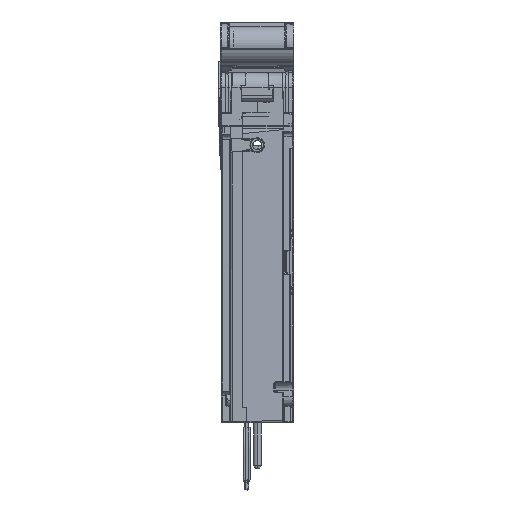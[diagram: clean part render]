
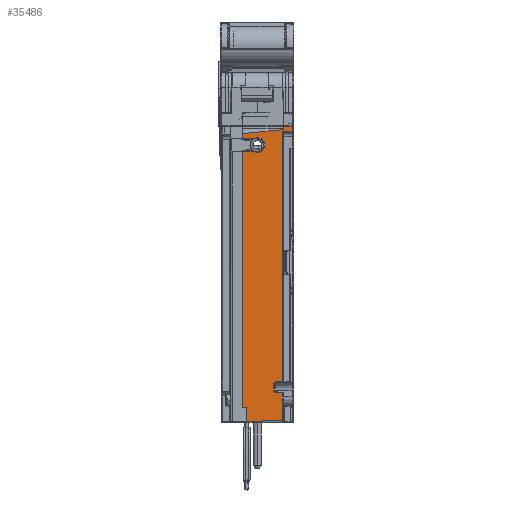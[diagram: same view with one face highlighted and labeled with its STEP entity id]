
A CAD part, left-side view. The second image highlights one B-rep face of the part: STEP entity #35486.
In plain terms, the highlighted planar face has unit normal (-1, -0.009, 0).
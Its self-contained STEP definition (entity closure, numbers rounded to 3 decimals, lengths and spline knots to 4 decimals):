
#33603=CARTESIAN_POINT('',(-1.6009,2.8027,
-4.6872));
#33620=DIRECTION('',(0.,0.,1.));
#33621=VECTOR('',#33620,0.7445);
#33622=CARTESIAN_POINT('',(-1.6009,2.8027,
-5.4317));
#33623=LINE('',#33622,#33621);
#33674=CARTESIAN_POINT('',(-1.6028,3.0292,
-4.6446));
#33675=CARTESIAN_POINT('',(-1.6028,3.0292,
-4.652));
#33676=CARTESIAN_POINT('',(-1.6028,3.0256,
-4.6648));
#33677=CARTESIAN_POINT('',(-1.6027,3.0107,
-4.68));
#33678=CARTESIAN_POINT('',(-1.6026,2.998,
-4.6838));
#33679=CARTESIAN_POINT('',(-1.6025,2.9906,
-4.6839));
#33684=DIRECTION('',(0.009,-1.,-0.017));
#33685=VECTOR('',#33684,0.1879);
#33686=CARTESIAN_POINT('',(-1.6025,2.9906,
-4.6839));
#33687=LINE('',#33686,#33685);
#33691=DIRECTION('',(-0.009,1.,-0.009));
#33692=VECTOR('',#33691,0.9453);
#33693=CARTESIAN_POINT('',(-1.6009,2.8027,
-5.4317));
#33694=LINE('',#33693,#33692);
#33698=DIRECTION('',(0.,0.,1.));
#33699=VECTOR('',#33698,0.3554);
#33700=CARTESIAN_POINT('',(-1.6091,3.7479,
-5.44));
#33701=LINE('',#33700,#33699);
#33705=DIRECTION('',(-0.009,1.,0.017));
#33706=VECTOR('',#33705,0.1181);
#33707=CARTESIAN_POINT('',(-1.6091,3.7479,
-5.0846));
#33708=LINE('',#33707,#33706);
#33712=DIRECTION('',(0.,0.,1.));
#33713=VECTOR('',#33712,6.8128);
#33714=CARTESIAN_POINT('',(-1.6101,3.866,
-5.0825));
#33715=LINE('',#33714,#33713);
#33719=DIRECTION('',(0.009,-1.,0.025));
#33720=VECTOR('',#33719,0.3979);
#33721=CARTESIAN_POINT('',(-1.6101,3.866,
1.7304));
#33722=LINE('',#33721,#33720);
#33726=CARTESIAN_POINT('',(-1.6067,3.4683,
1.7402));
#33727=CARTESIAN_POINT('',(-1.6065,3.4489,
1.7409));
#33728=CARTESIAN_POINT('',(-1.6062,3.413,
1.748));
#33729=CARTESIAN_POINT('',(-1.6058,3.3643,
1.7772));
#33730=CARTESIAN_POINT('',(-1.6054,3.3289,
1.8207));
#33731=CARTESIAN_POINT('',(-1.6053,3.3101,
1.8735));
#33732=CARTESIAN_POINT('',(-1.6053,3.3101,
1.9295));
#33733=CARTESIAN_POINT('',(-1.6054,3.3289,
1.9823));
#33734=CARTESIAN_POINT('',(-1.6058,3.3643,
2.0258));
#33735=CARTESIAN_POINT('',(-1.6062,3.4129,
2.055));
#33736=CARTESIAN_POINT('',(-1.6065,3.4489,
2.0621));
#33737=CARTESIAN_POINT('',(-1.6067,3.4683,
2.0628));
#33742=DIRECTION('',(-0.009,1.,0.025));
#33743=VECTOR('',#33742,0.3979);
#33744=CARTESIAN_POINT('',(-1.6067,3.4683,
2.0628));
#33745=LINE('',#33744,#33743);
#33749=DIRECTION('',(0.,0.,1.));
#33750=VECTOR('',#33749,0.1321);
#33751=CARTESIAN_POINT('',(-1.6101,3.866,
2.0726));
#33752=LINE('',#33751,#33750);
#33756=DIRECTION('',(0.009,-0.995,0.102));
#33757=VECTOR('',#33756,1.092);
#33758=CARTESIAN_POINT('',(-1.6101,3.866,
2.2047));
#33759=LINE('',#33758,#33757);
#33763=DIRECTION('',(0.,0.,1.));
#33764=VECTOR('',#33763,0.1565);
#33765=CARTESIAN_POINT('',(-1.6007,2.7798,
2.3161));
#33766=LINE('',#33765,#33764);
#33770=DIRECTION('',(0.009,-1.,0.017));
#33771=VECTOR('',#33770,0.2331);
#33772=CARTESIAN_POINT('',(-1.6007,2.7798,
2.4727));
#33773=LINE('',#33772,#33771);
#33777=DIRECTION('',(0.,0.,-1.));
#33778=VECTOR('',#33777,0.2155);
#33779=CARTESIAN_POINT('',(-1.5986,2.5468,
2.4767));
#33780=LINE('',#33779,#33778);
#33784=DIRECTION('',(-0.009,1.,-0.009));
#33785=VECTOR('',#33784,0.2559);
#33786=CARTESIAN_POINT('',(-1.5986,2.5468,
2.2612));
#33787=LINE('',#33786,#33785);
#33791=DIRECTION('',(-0.009,1.,-0.017));
#33792=VECTOR('',#33791,0.1879);
#33793=CARTESIAN_POINT('',(-1.6009,2.8027,
-4.3935));
#33794=LINE('',#33793,#33792);
#33798=CARTESIAN_POINT('',(-1.6025,2.9906,
-4.3967));
#33799=CARTESIAN_POINT('',(-1.6026,2.998,
-4.3969));
#33800=CARTESIAN_POINT('',(-1.6027,3.0107,
-4.4007));
#33801=CARTESIAN_POINT('',(-1.6028,3.0256,
-4.4159));
#33802=CARTESIAN_POINT('',(-1.6028,3.0292,
-4.4287));
#33803=CARTESIAN_POINT('',(-1.6028,3.0292,
-4.4361));
#33808=DIRECTION('',(0.,0.,1.));
#33809=VECTOR('',#33808,0.2085);
#33810=CARTESIAN_POINT('',(-1.6028,3.0292,
-4.6446));
#33811=LINE('',#33810,#33809);
#33943=DIRECTION('',(0.,0.,1.));
#33944=VECTOR('',#33943,6.6525);
#33945=CARTESIAN_POINT('',(-1.6009,2.8027,
-4.3935));
#33946=LINE('',#33945,#33944);
#34567=CARTESIAN_POINT('',(-1.6091,3.7479,
-5.44));
#34568=CARTESIAN_POINT('',(-1.6091,3.7479,
-5.0846));
#34569=VERTEX_POINT('',#34567);
#34570=VERTEX_POINT('',#34568);
#34571=CARTESIAN_POINT('',(-1.6101,3.866,
-5.0825));
#34572=VERTEX_POINT('',#34571);
#34573=CARTESIAN_POINT('',(-1.6101,3.866,
1.7304));
#34574=VERTEX_POINT('',#34573);
#34575=CARTESIAN_POINT('',(-1.6067,3.4683,
1.7402));
#34576=VERTEX_POINT('',#34575);
#34577=VERTEX_POINT('',#33737);
#34578=CARTESIAN_POINT('',(-1.6101,3.866,
2.0726));
#34579=VERTEX_POINT('',#34578);
#34580=CARTESIAN_POINT('',(-1.6101,3.866,
2.2047));
#34581=VERTEX_POINT('',#34580);
#34582=CARTESIAN_POINT('',(-1.6007,2.7798,
2.3161));
#34583=VERTEX_POINT('',#34582);
#34584=CARTESIAN_POINT('',(-1.6007,2.7798,
2.4727));
#34585=VERTEX_POINT('',#34584);
#34586=CARTESIAN_POINT('',(-1.5986,2.5468,
2.4767));
#34587=VERTEX_POINT('',#34586);
#34588=CARTESIAN_POINT('',(-1.5986,2.5468,
2.2612));
#34589=VERTEX_POINT('',#34588);
#34590=CARTESIAN_POINT('',(-1.6009,2.8027,
2.259));
#34591=VERTEX_POINT('',#34590);
#34660=VERTEX_POINT('',#33603);
#34661=CARTESIAN_POINT('',(-1.6009,2.8027,
-5.4317));
#34662=VERTEX_POINT('',#34661);
#34663=CARTESIAN_POINT('',(-1.6025,2.9906,
-4.6839));
#34664=VERTEX_POINT('',#34663);
#34665=VERTEX_POINT('',#33674);
#34666=CARTESIAN_POINT('',(-1.6028,3.0292,
-4.4361));
#34667=VERTEX_POINT('',#34666);
#34668=CARTESIAN_POINT('',(-1.6009,2.8027,
-4.3935));
#34669=VERTEX_POINT('',#34668);
#34670=CARTESIAN_POINT('',(-1.6025,2.9906,
-4.3967));
#34671=VERTEX_POINT('',#34670);
#35442=CARTESIAN_POINT('',(-1.6101,3.866,
-5.5136));
#35443=DIRECTION('',(-1.,-0.009,0.));
#35444=DIRECTION('',(0.,0.,1.));
#35445=AXIS2_PLACEMENT_3D('',#35442,#35443,#35444);
#35446=PLANE('',#35445);
#35448=ORIENTED_EDGE('',*,*,#35447,.F.);
#35449=ORIENTED_EDGE('',*,*,#35426,.T.);
#35450=ORIENTED_EDGE('',*,*,#35304,.T.);
#35451=ORIENTED_EDGE('',*,*,#35236,.F.);
#35453=ORIENTED_EDGE('',*,*,#35452,.T.);
#35455=ORIENTED_EDGE('',*,*,#35454,.T.);
#35457=ORIENTED_EDGE('',*,*,#35456,.T.);
#35459=ORIENTED_EDGE('',*,*,#35458,.T.);
#35461=ORIENTED_EDGE('',*,*,#35460,.T.);
#35463=ORIENTED_EDGE('',*,*,#35462,.T.);
#35465=ORIENTED_EDGE('',*,*,#35464,.T.);
#35467=ORIENTED_EDGE('',*,*,#35466,.T.);
#35469=ORIENTED_EDGE('',*,*,#35468,.T.);
#35471=ORIENTED_EDGE('',*,*,#35470,.T.);
#35473=ORIENTED_EDGE('',*,*,#35472,.T.);
#35475=ORIENTED_EDGE('',*,*,#35474,.T.);
#35477=ORIENTED_EDGE('',*,*,#35476,.T.);
#35479=ORIENTED_EDGE('',*,*,#35478,.F.);
#35481=ORIENTED_EDGE('',*,*,#35480,.T.);
#35483=ORIENTED_EDGE('',*,*,#35482,.T.);
#35484=EDGE_LOOP('',(#35448,#35449,#35450,#35451,#35453,#35455,#35457,#35459,
#35461,#35463,#35465,#35467,#35469,#35471,#35473,#35475,#35477,#35479,#35481,
#35483));
#35485=FACE_OUTER_BOUND('',#35484,.F.);
#33680=B_SPLINE_CURVE_WITH_KNOTS('',3,(#33674,#33675,#33676,#33677,#33678,
#33679),.UNSPECIFIED.,.F.,.F.,(4,1,1,4),(0.,0.3333,
0.6667,1.),.UNSPECIFIED.);
#33738=B_SPLINE_CURVE_WITH_KNOTS('',3,(#33726,#33727,#33728,#33729,#33730,
#33731,#33732,#33733,#33734,#33735,#33736,#33737),.UNSPECIFIED.,.F.,.F.,(4,1,1,
1,1,1,1,1,1,4),(0.,0.1111,0.2222,0.3333,
0.4444,0.5556,0.6667,0.7778,
0.8889,1.),.UNSPECIFIED.);
#33804=B_SPLINE_CURVE_WITH_KNOTS('',3,(#33798,#33799,#33800,#33801,#33802,
#33803),.UNSPECIFIED.,.F.,.F.,(4,1,1,4),(0.,0.3333,
0.6667,1.),.UNSPECIFIED.);
#35236=EDGE_CURVE('',#34662,#34660,#33623,.T.);
#35304=EDGE_CURVE('',#34664,#34660,#33687,.T.);
#35426=EDGE_CURVE('',#34665,#34664,#33680,.T.);
#35447=EDGE_CURVE('',#34665,#34667,#33811,.T.);
#35452=EDGE_CURVE('',#34662,#34569,#33694,.T.);
#35454=EDGE_CURVE('',#34569,#34570,#33701,.T.);
#35456=EDGE_CURVE('',#34570,#34572,#33708,.T.);
#35458=EDGE_CURVE('',#34572,#34574,#33715,.T.);
#35460=EDGE_CURVE('',#34574,#34576,#33722,.T.);
#35462=EDGE_CURVE('',#34576,#34577,#33738,.T.);
#35464=EDGE_CURVE('',#34577,#34579,#33745,.T.);
#35466=EDGE_CURVE('',#34579,#34581,#33752,.T.);
#35468=EDGE_CURVE('',#34581,#34583,#33759,.T.);
#35470=EDGE_CURVE('',#34583,#34585,#33766,.T.);
#35472=EDGE_CURVE('',#34585,#34587,#33773,.T.);
#35474=EDGE_CURVE('',#34587,#34589,#33780,.T.);
#35476=EDGE_CURVE('',#34589,#34591,#33787,.T.);
#35478=EDGE_CURVE('',#34669,#34591,#33946,.T.);
#35480=EDGE_CURVE('',#34669,#34671,#33794,.T.);
#35482=EDGE_CURVE('',#34671,#34667,#33804,.T.);
#35486=ADVANCED_FACE('',(#35485),#35446,.T.);
